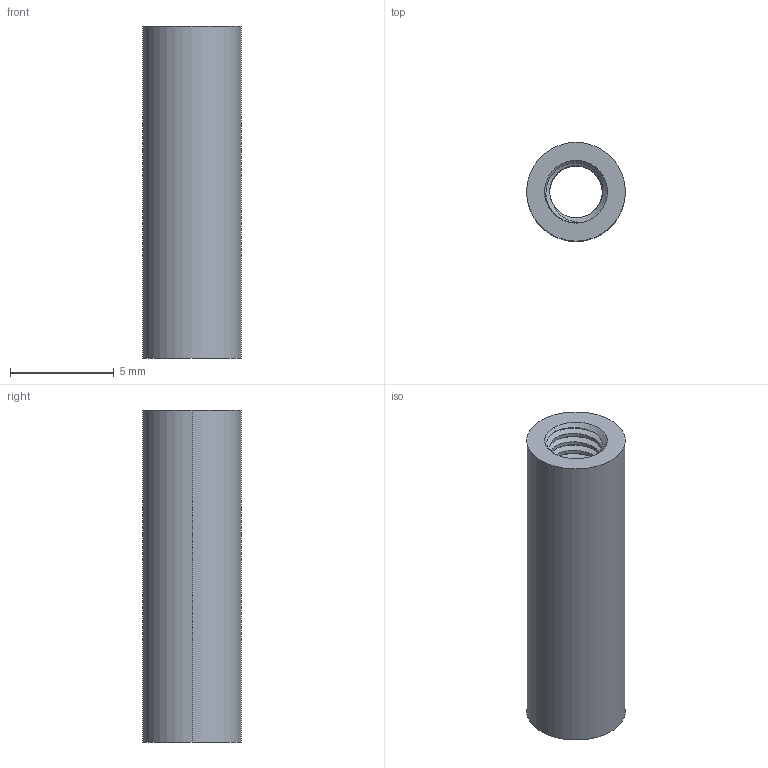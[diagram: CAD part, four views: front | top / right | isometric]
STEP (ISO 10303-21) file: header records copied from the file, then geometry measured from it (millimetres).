
FILE_DESCRIPTION((''),'2;1');
FILE_NAME('R30-500','2008-01-08T',('wbourne'),(''),'PRO/ENGINEER BY PARAMETRIC TECHNOLOGY CORPORATION, 2003490','PRO/ENGINEER BY PARAMETRIC TECHNOLOGY CORPORATION, 2003490','');
FILE_SCHEMA(('CONFIG_CONTROL_DESIGN'));
Length unit declared in the file: millimetre
Products named in the file (1): R30-500
Bounding box: 4.76 x 4.76 x 16 mm (x, y, z)
Volume: 191.3 mm3; surface area: 472.9 mm2
Topology: 1 solids, 1 shells, 97 faces, 269 edges, 174 vertices
Faces by surface type: cylinder 64, bspline 27, cone 4, plane 2
Entity records: 13519 total; most frequent: CARTESIAN_POINT 11397, ORIENTED_EDGE 538, EDGE_CURVE 269, DIRECTION 259, VERTEX_POINT 174, B_SPLINE_CURVE_WITH_KNOTS 164, EDGE_LOOP 99, FACE_OUTER_BOUND 97
